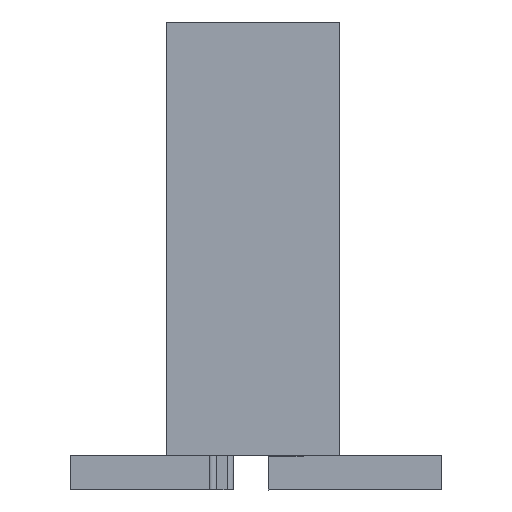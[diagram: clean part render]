
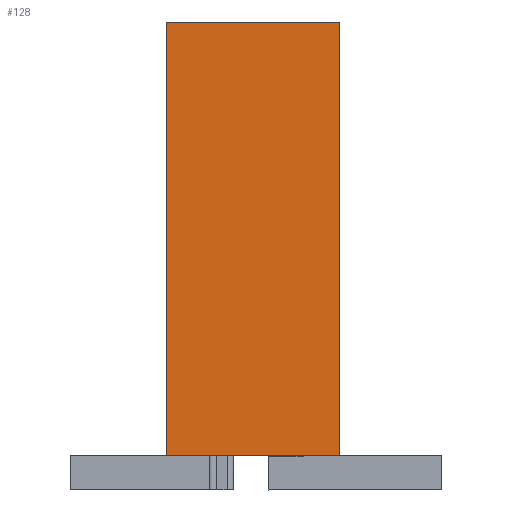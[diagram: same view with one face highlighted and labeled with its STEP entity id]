
A CAD part, left-side view. The second image highlights one B-rep face of the part: STEP entity #128.
In plain terms, the highlighted planar face has unit normal (-1, 0, 0).
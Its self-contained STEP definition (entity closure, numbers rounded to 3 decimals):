
#128=ADVANCED_FACE('',(#348),#3804,.T.);
#348=FACE_OUTER_BOUND('',#568,.T.);
#568=EDGE_LOOP('',(#1306,#1307,#1308,#1309));
#1306=ORIENTED_EDGE('',*,*,#2267,.F.);
#1307=ORIENTED_EDGE('',*,*,#2060,.F.);
#1308=ORIENTED_EDGE('',*,*,#2268,.F.);
#1309=ORIENTED_EDGE('',*,*,#2263,.T.);
#2060=EDGE_CURVE('',#3296,#3297,#2856,.T.);
#2263=EDGE_CURVE('',#3431,#3426,#2995,.T.);
#2267=EDGE_CURVE('',#3297,#3426,#2999,.T.);
#2268=EDGE_CURVE('',#3431,#3296,#3000,.T.);
#2856=B_SPLINE_CURVE_WITH_KNOTS('',1,(#4972,#4973),.UNSPECIFIED.,.F.,.F.,
(2,2),(0.,200.),.UNSPECIFIED.);
#2995=B_SPLINE_CURVE_WITH_KNOTS('',1,(#5458,#5459),.UNSPECIFIED.,.F.,.F.,
(2,2),(0.533,13.867),.UNSPECIFIED.);
#2999=B_SPLINE_CURVE_WITH_KNOTS('',1,(#5483,#5484,#5485),.UNSPECIFIED.,
 .F.,.F.,(2,1,2),(0.,3.,50.),.UNSPECIFIED.);
#3000=B_SPLINE_CURVE_WITH_KNOTS('',1,(#5486,#5487,#5488),.UNSPECIFIED.,
 .F.,.F.,(2,1,2),(-32.,-16.96,-13.96),.UNSPECIFIED.);
#3296=VERTEX_POINT('',#4832);
#3297=VERTEX_POINT('',#4833);
#3426=VERTEX_POINT('',#4962);
#3431=VERTEX_POINT('',#4967);
#3804=PLANE('',#4064);
#4064=AXIS2_PLACEMENT_3D('',#4830,#4287,$);
#4287=DIRECTION('',(-1.,0.,0.));
#4830=CARTESIAN_POINT('',(283.667,321.238,0.));
#4832=CARTESIAN_POINT('',(283.667,241.237,200.));
#4833=CARTESIAN_POINT('',(283.667,241.237,0.));
#4962=CARTESIAN_POINT('',(283.667,321.238,0.));
#4967=CARTESIAN_POINT('',(283.667,321.238,200.));
#4972=CARTESIAN_POINT('',(283.667,241.237,200.));
#4973=CARTESIAN_POINT('',(283.667,241.237,0.));
#5458=CARTESIAN_POINT('',(283.667,321.238,200.));
#5459=CARTESIAN_POINT('',(283.667,321.238,0.));
#5483=CARTESIAN_POINT('',(283.667,241.237,0.));
#5484=CARTESIAN_POINT('',(283.667,244.238,0.));
#5485=CARTESIAN_POINT('',(283.667,321.238,0.));
#5486=CARTESIAN_POINT('',(283.667,321.238,200.));
#5487=CARTESIAN_POINT('',(283.667,244.238,200.));
#5488=CARTESIAN_POINT('',(283.667,241.237,200.));
